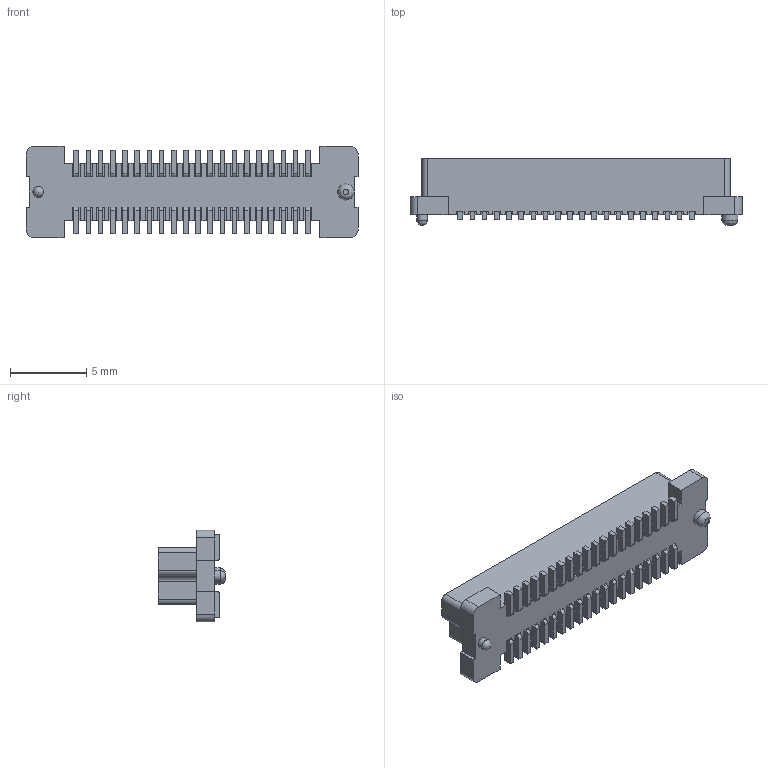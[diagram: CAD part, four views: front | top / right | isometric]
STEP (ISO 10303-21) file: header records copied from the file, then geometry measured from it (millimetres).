
FILE_DESCRIPTION( ( 'STEP AP214' ), '1' );
FILE_NAME( '61082-041400LF.stp', '2019-09-13T20:02:01', ( '' ), ( '' ), ' ', 'PARTsolutions', ' ' );
FILE_SCHEMA( ( 'AUTOMOTIVE_DESIGN { 1 0 10303 214 1 1 1 1 }' ) );
Length unit declared in the file: millimetre
Products named in the file (3): 61082-041400LF; _61082-0410_header; _61082-041_pins
Assembly tree (2 placements, depth 2):
  61082-041400LF
    _61082-0410_header
    _61082-041_pins
Bounding box: 21.8 x 4.4 x 6 mm (x, y, z)
Volume: 277.8 mm3; surface area: 715.1 mm2
Topology: 2 solids, 2 shells, 505 faces, 1492 edges, 995 vertices
Faces by surface type: plane 449, cylinder 54, sphere 1, bspline 1
Full cylindrical faces by diameter (mm): 0.7 x1, 1.06 x1
Entity records: 20668 total; most frequent: CARTESIAN_POINT 3011, ORIENTED_EDGE 2968, DIRECTION 2607, EDGE_CURVE 1484, LINE 1375, VECTOR 1375, VERTEX_POINT 992, AXIS2_PLACEMENT_3D 616
